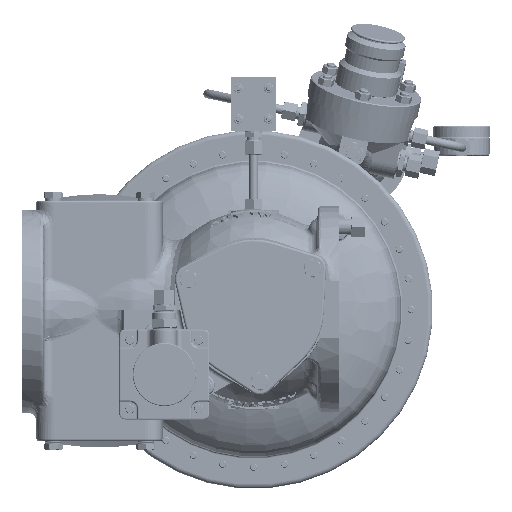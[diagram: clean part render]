
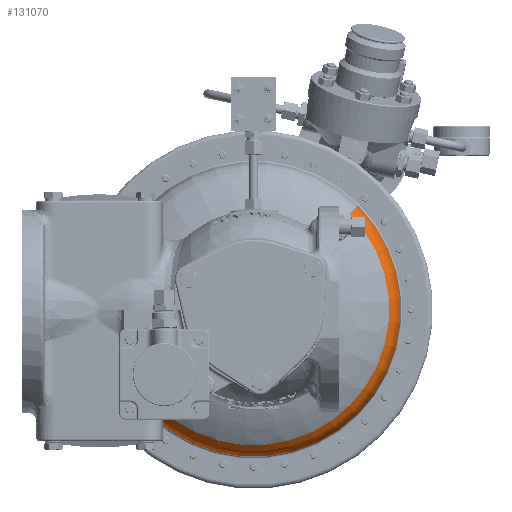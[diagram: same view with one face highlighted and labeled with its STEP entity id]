
A CAD part, front view. The second image highlights one B-rep face of the part: STEP entity #131070.
In plain terms, the highlighted toroidal (fillet/blend) face has major radius 133.719 mm and minor radius 30 mm.
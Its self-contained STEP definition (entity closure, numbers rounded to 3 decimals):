
#2520 = EDGE_CURVE ( 'Defeature ausgef�hrt1_564+Defeature ausgef�hrt1_563+Defeature ausgef�hrt1_563+Defeature ausgef�hrt1_563', #37588, #65524, #155773, .T. ) ;
#2586 = DIRECTION ( 'NONE',  ( -0.707, 0., -0.707 ) ) ;
#7086 = CARTESIAN_POINT ( 'NONE',  ( -106.525, 149.382, -106.525 ) ) ;
#7436 = DIRECTION ( 'NONE',  ( 0.707, 0., -0.707 ) ) ;
#12829 = EDGE_LOOP ( 'NONE', ( #64241, #144411, #97901, #50527 ) ) ;
#16202 = AXIS2_PLACEMENT_3D ( 'NONE', #130052, #17558, #66915 ) ;
#17558 = DIRECTION ( 'NONE',  ( 0., 1., 0. ) ) ;
#19564 = CARTESIAN_POINT ( 'NONE',  ( -94.554, 174.148, -94.554 ) ) ;
#26857 = FACE_OUTER_BOUND ( 'NONE', #12829, .T. ) ;
#29947 = DIRECTION ( 'NONE',  ( -0.707, 0., 0.707 ) ) ;
#37588 = VERTEX_POINT ( 'NONE', #136654 ) ;
#39786 = DIRECTION ( 'NONE',  ( 0., 1., 0. ) ) ;
#42276 = AXIS2_PLACEMENT_3D ( 'NONE', #77062, #39786, #2586 ) ;
#50527 = ORIENTED_EDGE ( 'NONE', *, *, #2520, .F. ) ;
#64241 = ORIENTED_EDGE ( 'NONE', *, *, #92034, .F. ) ;
#65524 = VERTEX_POINT ( 'NONE', #76180 ) ;
#66915 = DIRECTION ( 'NONE',  ( -0.707, 0., -0.707 ) ) ;
#70735 = TOROIDAL_SURFACE ( 'NONE', #42276, 133.719, 30. ) ;
#71847 = AXIS2_PLACEMENT_3D ( 'NONE', #90718, #29947, #78555 ) ;
#74899 = VERTEX_POINT ( 'NONE', #77626 ) ;
#76180 = CARTESIAN_POINT ( 'NONE',  ( -115.686, 171.534, -115.686 ) ) ;
#77062 = CARTESIAN_POINT ( 'NONE',  ( 0., 174.148, 0. ) ) ;
#77626 = CARTESIAN_POINT ( 'NONE',  ( 106.525, 149.382, 106.525 ) ) ;
#78555 = DIRECTION ( 'NONE',  ( 0.707, 0., 0.707 ) ) ;
#90718 = CARTESIAN_POINT ( 'NONE',  ( 94.554, 174.148, 94.554 ) ) ;
#92034 = EDGE_CURVE ( 'NONE', #74899, #37588, #136418, .T. ) ;
#97866 = CARTESIAN_POINT ( 'NONE',  ( 0., 149.382, 0. ) ) ;
#97901 = ORIENTED_EDGE ( 'NONE', *, *, #143255, .T. ) ;
#98430 = AXIS2_PLACEMENT_3D ( 'NONE', #97866, #131871, #109147 ) ;
#102623 = EDGE_CURVE ( 'Defeature ausgef�hrt1_563+Defeature ausgef�hrt1_560+Defeature ausgef�hrt1_560+Defeature ausgef�hrt1_560', #74899, #123541, #139737, .T. ) ;
#106178 = DIRECTION ( 'NONE',  ( -0.707, 0., -0.707 ) ) ;
#109147 = DIRECTION ( 'NONE',  ( -0.707, 0., -0.707 ) ) ;
#123541 = VERTEX_POINT ( 'NONE', #7086 ) ;
#124948 = AXIS2_PLACEMENT_3D ( 'NONE', #19564, #7436, #106178 ) ;
#130052 = CARTESIAN_POINT ( 'NONE',  ( 0., 171.534, 0. ) ) ;
#131070 = ADVANCED_FACE ( 'Defeature ausgef�hrt1_563', ( #26857 ), #70735, .T. ) ;
#131871 = DIRECTION ( 'NONE',  ( 0., 1., 0. ) ) ;
#135332 = CIRCLE ( 'NONE', #124948, 30. ) ;
#136418 = CIRCLE ( 'NONE', #71847, 30. ) ;
#136654 = CARTESIAN_POINT ( 'NONE',  ( 115.686, 171.534, 115.686 ) ) ;
#139737 = CIRCLE ( 'NONE', #98430, 150.649 ) ;
#143255 = EDGE_CURVE ( 'NONE', #123541, #65524, #135332, .T. ) ;
#144411 = ORIENTED_EDGE ( 'NONE', *, *, #102623, .T. ) ;
#155773 = CIRCLE ( 'NONE', #16202, 163.605 ) ;
